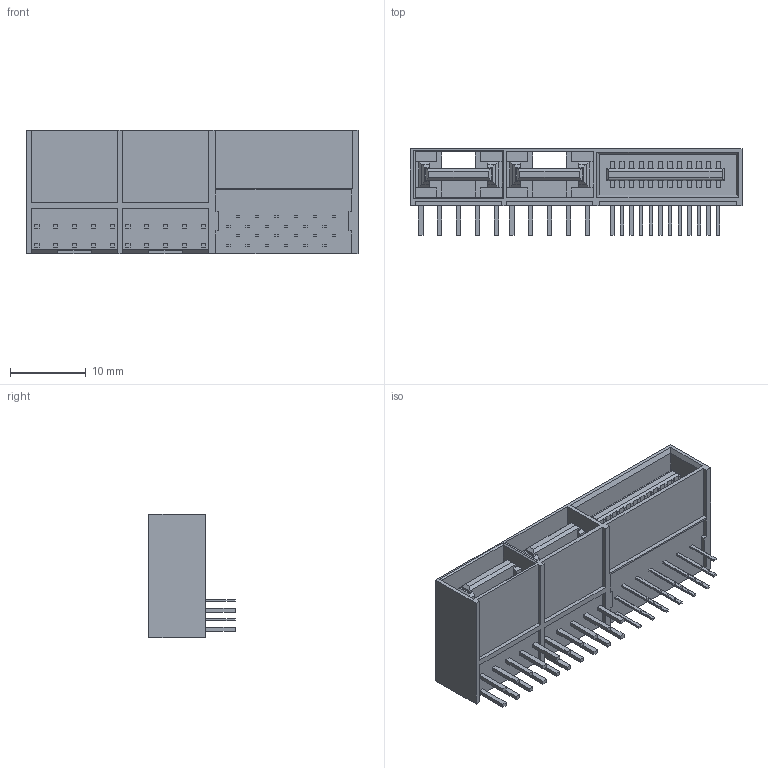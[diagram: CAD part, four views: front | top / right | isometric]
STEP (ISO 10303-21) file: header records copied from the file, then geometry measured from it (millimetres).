
FILE_DESCRIPTION((''),'2;1');
FILE_NAME('459854142','2014-01-14T',('me'),(''),'PRO/ENGINEER BY PARAMETRIC TECHNOLOGY CORPORATION, 2011490','PRO/ENGINEER BY PARAMETRIC TECHNOLOGY CORPORATION, 2011490','');
FILE_SCHEMA(('CONFIG_CONTROL_DESIGN'));
Length unit declared in the file: millimetre
Products named in the file (1): 459854142
Bounding box: 43.78 x 11.39 x 16.28 mm (x, y, z)
Volume: 2413.6 mm3; surface area: 5099.6 mm2
Topology: 1 solids, 1 shells, 884 faces, 2570 edges, 1732 vertices
Faces by surface type: plane 834, cylinder 50
Entity records: 28795 total; most frequent: CARTESIAN_POINT 5113, ORIENTED_EDGE 4964, DIRECTION 4572, EDGE_CURVE 2482, VECTOR 2330, LINE 2330, VERTEX_POINT 1644, AXIS2_PLACEMENT_3D 1121
